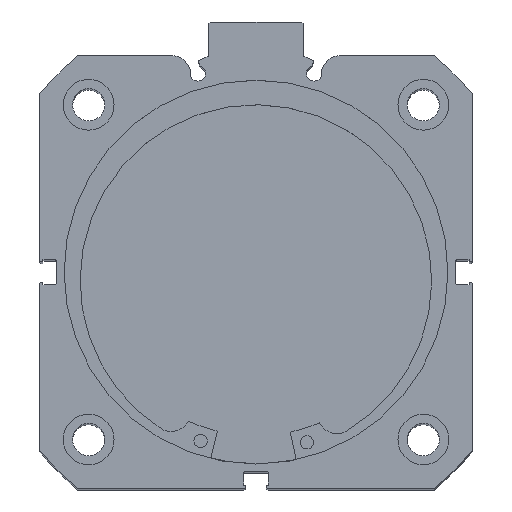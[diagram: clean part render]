
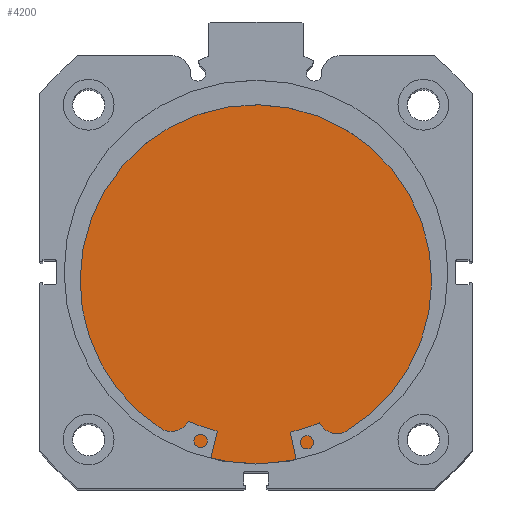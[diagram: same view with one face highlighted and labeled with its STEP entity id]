
A CAD part, top view. The second image highlights one B-rep face of the part: STEP entity #4200.
In plain terms, the highlighted face is planar.
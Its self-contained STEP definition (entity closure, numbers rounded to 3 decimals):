
#54 = VERTEX_POINT ( 'NONE', #450 ) ;
#252 = DIRECTION ( 'NONE',  ( -1., 0., 0. ) ) ;
#253 = DIRECTION ( 'NONE',  ( 0., 0., 1. ) ) ;
#257 = PLANE ( 'NONE',  #6134 ) ;
#258 = CARTESIAN_POINT ( 'NONE',  ( 13., 51., 0. ) ) ;
#450 = CARTESIAN_POINT ( 'NONE',  ( 13., 0., 51. ) ) ;
#595 = CARTESIAN_POINT ( 'NONE',  ( 13., 0., -51. ) ) ;
#1460 = ORIENTED_EDGE ( 'NONE', *, *, #5644, .F. ) ;
#1468 = ORIENTED_EDGE ( 'NONE', *, *, #5646, .F. ) ;
#1690 = VERTEX_POINT ( 'NONE', #595 ) ;
#2300 = CARTESIAN_POINT ( 'NONE',  ( 13., 0., 0. ) ) ;
#2301 = DIRECTION ( 'NONE',  ( -1., 0., 0. ) ) ;
#2302 = DIRECTION ( 'NONE',  ( 0., 0., 1. ) ) ;
#2306 = CARTESIAN_POINT ( 'NONE',  ( 13., 0., 0. ) ) ;
#2307 = DIRECTION ( 'NONE',  ( -1., 0., 0. ) ) ;
#2308 = DIRECTION ( 'NONE',  ( 0., 0., 1. ) ) ;
#4200 = ADVANCED_FACE ( 'NONE', ( #4900 ), #257, .F. ) ;
#4714 = EDGE_LOOP ( 'NONE', ( #1468, #1460 ) ) ;
#4900 = FACE_OUTER_BOUND ( 'NONE', #4714, .T. ) ;
#5378 = CIRCLE ( 'NONE', #6357, 51. ) ;
#5381 = CIRCLE ( 'NONE', #6356, 51. ) ;
#5644 = EDGE_CURVE ( 'NONE', #1690, #54, #5378, .T. ) ;
#5646 = EDGE_CURVE ( 'NONE', #54, #1690, #5381, .T. ) ;
#6134 = AXIS2_PLACEMENT_3D ( 'NONE', #258, #252, #253 ) ;
#6356 = AXIS2_PLACEMENT_3D ( 'NONE', #2306, #2307, #2308 ) ;
#6357 = AXIS2_PLACEMENT_3D ( 'NONE', #2300, #2301, #2302 ) ;
